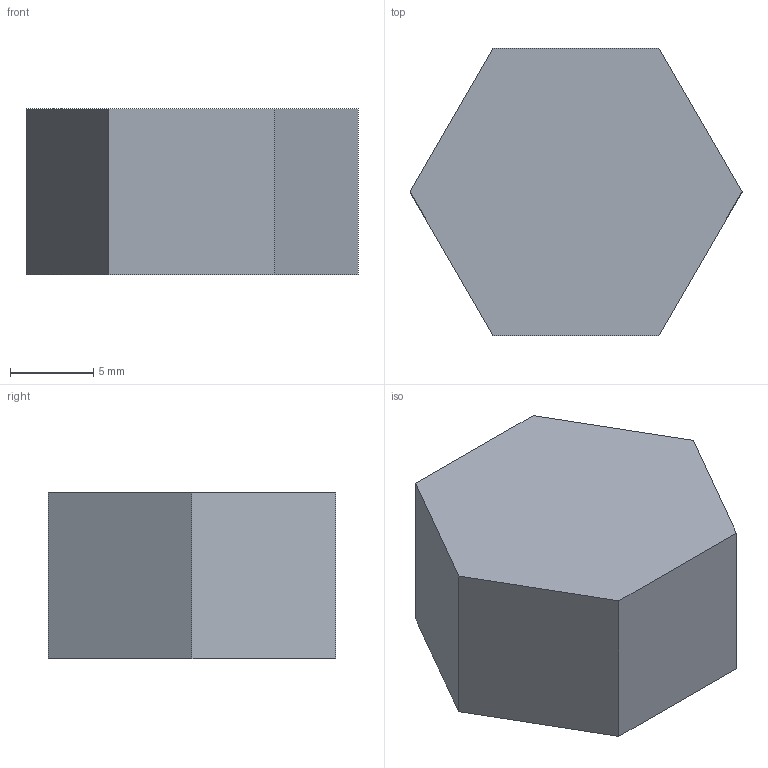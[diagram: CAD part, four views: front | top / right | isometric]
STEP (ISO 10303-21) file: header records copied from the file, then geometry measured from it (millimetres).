
FILE_DESCRIPTION(('Open CASCADE Model'),'2;1');
FILE_NAME('Open CASCADE Shape Model','2025-03-27T09:46:10',('Author'),( 'Open CASCADE'),'Open CASCADE STEP processor 7.7','Open CASCADE 7.7' ,'Unknown');
FILE_SCHEMA(('AUTOMOTIVE_DESIGN { 1 0 10303 214 1 1 1 1 }'));
Length unit declared in the file: millimetre
Products named in the file (1): Open CASCADE STEP translator 7.7 4
Bounding box: 20 x 17.32 x 10 mm (x, y, z)
Volume: 2598.1 mm3; surface area: 1119.6 mm2
Topology: 1 solids, 1 shells, 8 faces, 18 edges, 12 vertices
Faces by surface type: plane 8
Entity records: 466 total; most frequent: CARTESIAN_POINT 75, DIRECTION 72, LINE 54, VECTOR 54, ORIENTED_EDGE 36, PCURVE 36, DEFINITIONAL_REPRESENTATION 36, EDGE_CURVE 18
